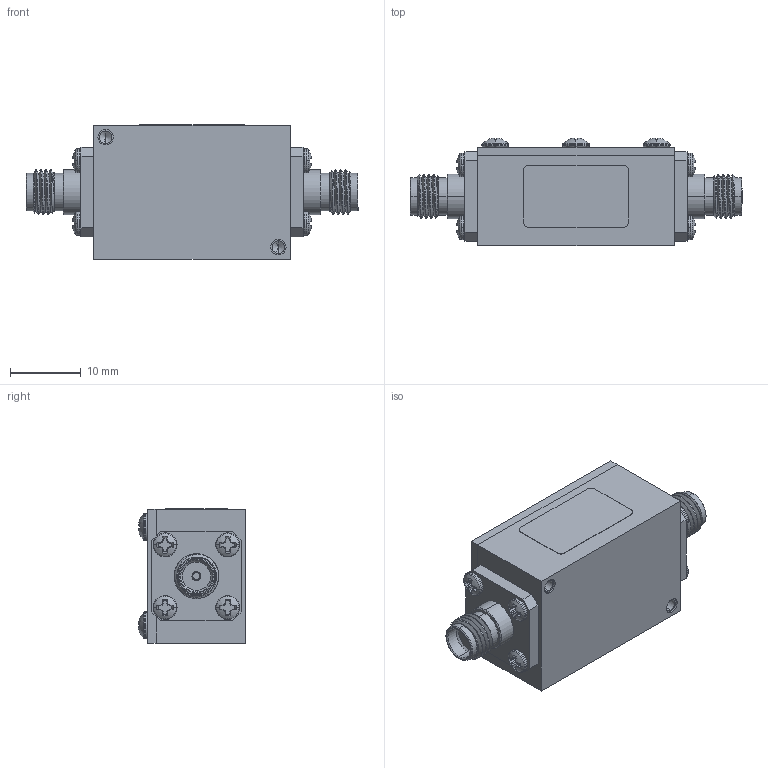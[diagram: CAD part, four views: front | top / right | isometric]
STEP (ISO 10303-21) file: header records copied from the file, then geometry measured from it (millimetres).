
FILE_DESCRIPTION (( 'STEP AP203' ), '1' );
FILE_NAME ('PE8720 ¦ FMFL020.step', '2019-05-14T22:21:01', ( '' ), ( '' ), 'SwSTEP 2.0', 'SolidWorks 2018', '' );
FILE_SCHEMA (( 'CONFIG_CONTROL_DESIGN' ));
Length unit declared in the file: inch
Products named in the file (1): PE8720 ｦ FMFL020
Bounding box: 47.09 x 15.22 x 19.1 mm (x, y, z)
Volume: 8395.7 mm3; surface area: 3572 mm2
Topology: 1 solids, 11 shells, 867 faces, 2314 edges, 1512 vertices
Faces by surface type: plane 345, cylinder 336, cone 80, bspline 58, torus 32, sphere 16
Entity records: 39467 total; most frequent: CARTESIAN_POINT 19232, ORIENTED_EDGE 4620, DIRECTION 3860, EDGE_CURVE 2310, VERTEX_POINT 1512, AXIS2_PLACEMENT_3D 1474, EDGE_LOOP 914, LINE 912
